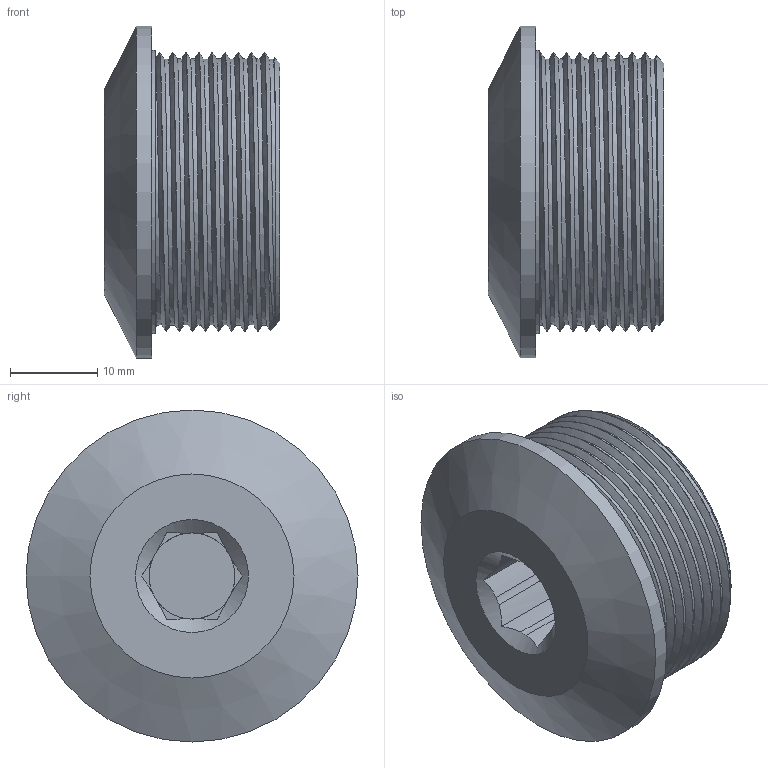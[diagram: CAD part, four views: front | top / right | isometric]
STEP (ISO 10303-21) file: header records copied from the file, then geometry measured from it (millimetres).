
FILE_DESCRIPTION(/* description */ ('VSS-Innensechskant M 32x1,5'),/* implementation_level */ '2;1');
FILE_NAME(/* name */ 'CQA1400YXN-RST.stp',/* time_stamp */ '2021-03-30T10:51:30+02:00',/* author */ ('sl'),/* organization */ (''),/* preprocessor_version */ 'ST-DEVELOPER v16.5',/* originating_system */ 'Autodesk Inventor 2017',/* authorisation */ '');
FILE_SCHEMA (('AUTOMOTIVE_DESIGN { 1 0 10303 214 3 1 1 }'));
Length unit declared in the file: millimetre
Products named in the file (1): CQA1400YXN
Bounding box: 20.1 x 38 x 38 mm (x, y, z)
Volume: 15029.7 mm3; surface area: 4975.6 mm2
Topology: 1 solids, 1 shells, 33 faces, 82 edges, 54 vertices
Faces by surface type: cylinder 17, plane 11, cone 3, bspline 2
Full cylindrical faces by diameter (mm): 9.85 x1, 32.4 x1, 38 x1
Entity records: 2720 total; most frequent: CARTESIAN_POINT 1948, DIRECTION 154, ORIENTED_EDGE 148, EDGE_CURVE 74, AXIS2_PLACEMENT_3D 68, VERTEX_POINT 52, EDGE_LOOP 42, CIRCLE 36
